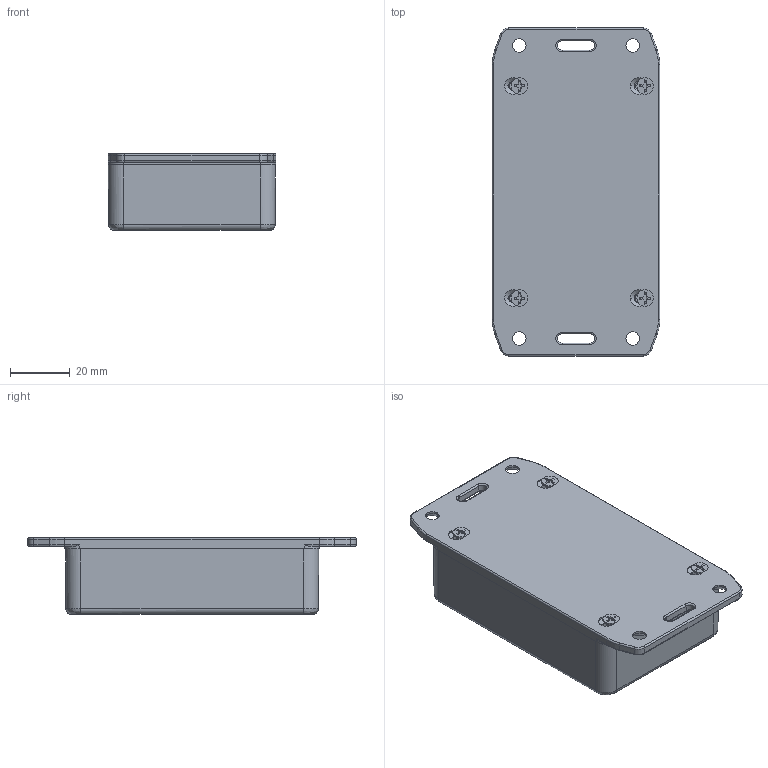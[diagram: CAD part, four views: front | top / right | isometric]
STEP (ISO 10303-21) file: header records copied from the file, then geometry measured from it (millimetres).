
FILE_DESCRIPTION (( 'STEP AP214' ), '1' );
FILE_NAME ('Box_Assy.STEP', '2019-01-23T20:26:52', ( '' ), ( '' ), 'SwSTEP 2.0', 'SolidWorks 2017', '' );
FILE_SCHEMA (( 'AUTOMOTIVE_DESIGN' ));
Length unit declared in the file: millimetre
Products named in the file (6): PCB; IN100 (insert M3-0.5X5.75mm BRASS); SC500 (screw M3-0.5X 10mm FH); 1591L-M Flange Lid; 1591M Box; Box_Assy
Assembly tree (11 placements, depth 2):
  Box_Assy
    1591M Box
    1591L-M Flange Lid
    SC500 (screw M3-0.5X 10mm FH)  x4
    IN100 (insert M3-0.5X5.75mm BRASS)  x4
    PCB
Bounding box: 56.2 x 110 x 25.8 mm (x, y, z)
Volume: 49271 mm3; surface area: 46619.1 mm2
Topology: 11 solids, 11 shells, 1519 faces, 4120 edges, 2700 vertices
Faces by surface type: plane 567, bspline 448, cylinder 396, cone 108
Entity records: 45317 total; most frequent: CARTESIAN_POINT 10457, ORIENTED_EDGE 5312, DIRECTION 4356, EDGE_CURVE 2656, LINE 1738, VECTOR 1738, VERTEX_POINT 1734, AXIS2_PLACEMENT_3D 1309
